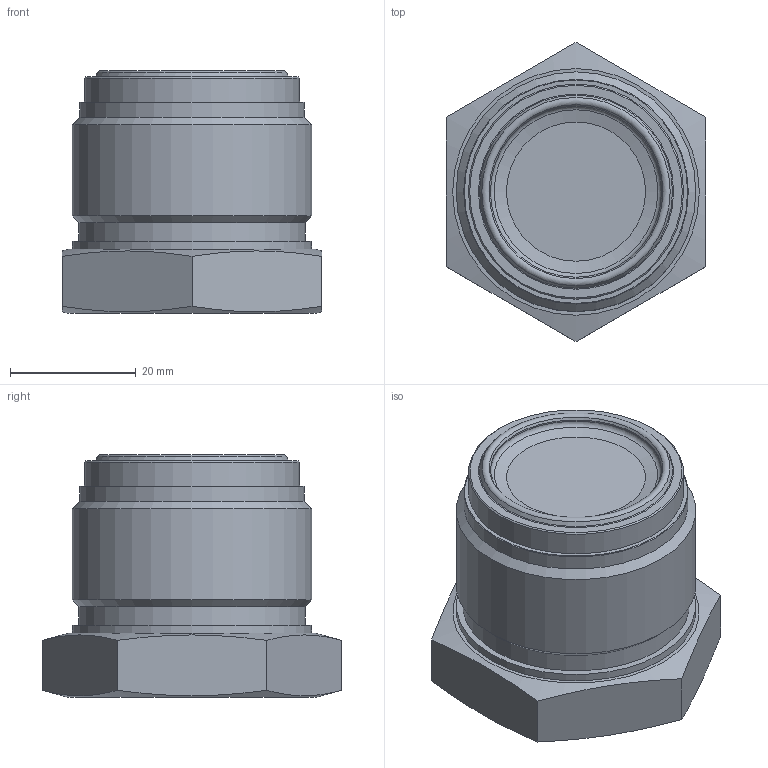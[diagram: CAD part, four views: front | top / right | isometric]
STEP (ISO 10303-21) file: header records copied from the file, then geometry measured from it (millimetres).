
FILE_DESCRIPTION(/* description */ (''),/* implementation_level */ '2;1');
FILE_NAME(/* name */ 'SM16PG.stp',/* time_stamp */ '2025-03-10T14:19:56+09:00',/* author */ ('user'),/* organization */ (''),/* preprocessor_version */ 'ST-DEVELOPER v20',/* originating_system */ 'Autodesk Inventor 2022',/* authorisation */ '');
FILE_SCHEMA (('AUTOMOTIVE_DESIGN { 1 0 10303 214 3 1 1 }'));
Length unit declared in the file: millimetre
Products named in the file (1): SM16PG
Bounding box: 41.2 x 47.57 x 38.6 mm (x, y, z)
Volume: 43813.3 mm3; surface area: 7645.9 mm2
Topology: 1 solids, 1 shells, 30 faces, 69 edges, 45 vertices
Faces by surface type: plane 12, cone 9, cylinder 6, torus 3
Full cylindrical faces by diameter (mm): 27.2 x1, 34.2 x1, 35.7 x1, 36 x1, 38 x1, 38.1 x1
Entity records: 896 total; most frequent: CARTESIAN_POINT 169, DIRECTION 155, ORIENTED_EDGE 138, EDGE_CURVE 69, AXIS2_PLACEMENT_3D 67, VERTEX_POINT 45, CIRCLE 36, EDGE_LOOP 34
